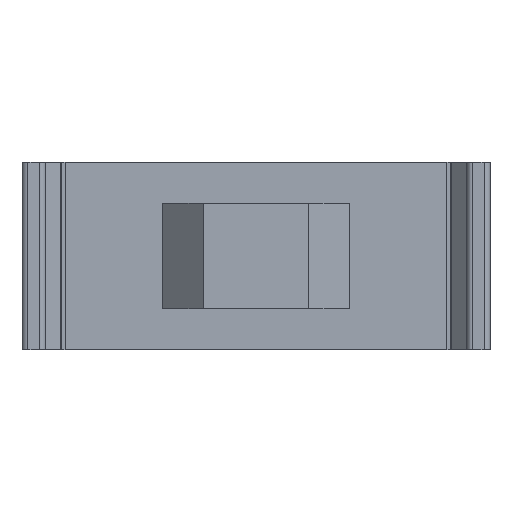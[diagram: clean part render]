
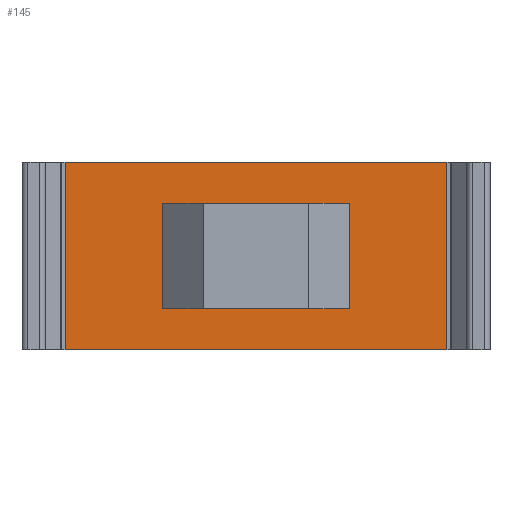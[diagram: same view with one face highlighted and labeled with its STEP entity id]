
A CAD part, front view. The second image highlights one B-rep face of the part: STEP entity #145.
In plain terms, the highlighted planar face has unit normal (0, -1, 0).
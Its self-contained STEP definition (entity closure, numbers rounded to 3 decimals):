
#145 = ADVANCED_FACE( '', ( #393, #394 ), #395, .F. );
#393 = FACE_OUTER_BOUND( '', #764, .T. );
#394 = FACE_BOUND( '', #765, .T. );
#395 = PLANE( '', #766 );
#764 = EDGE_LOOP( '', ( #1148, #1149, #1150, #1151 ) );
#765 = EDGE_LOOP( '', ( #1152, #1153, #1154, #1155, #1156, #1157 ) );
#766 = AXIS2_PLACEMENT_3D( '', #1158, #1159, #1160 );
#1148 = ORIENTED_EDGE( '', *, *, #2222, .T. );
#1149 = ORIENTED_EDGE( '', *, *, #2223, .F. );
#1150 = ORIENTED_EDGE( '', *, *, #2224, .F. );
#1151 = ORIENTED_EDGE( '', *, *, #2225, .T. );
#1152 = ORIENTED_EDGE( '', *, *, #2226, .T. );
#1153 = ORIENTED_EDGE( '', *, *, #2209, .T. );
#1154 = ORIENTED_EDGE( '', *, *, #2227, .T. );
#1155 = ORIENTED_EDGE( '', *, *, #2228, .T. );
#1156 = ORIENTED_EDGE( '', *, *, #2229, .T. );
#1157 = ORIENTED_EDGE( '', *, *, #2230, .T. );
#1158 = CARTESIAN_POINT( '', ( -16.3, 0., 8. ) );
#1159 = DIRECTION( '', ( 0., 1., 0. ) );
#1160 = DIRECTION( '', ( 0., 0., 1. ) );
#2209 = EDGE_CURVE( '', #2647, #2645, #2648, .T. );
#2222 = EDGE_CURVE( '', #2669, #2670, #2671, .T. );
#2223 = EDGE_CURVE( '', #2672, #2670, #2673, .T. );
#2224 = EDGE_CURVE( '', #2674, #2672, #2675, .T. );
#2225 = EDGE_CURVE( '', #2674, #2669, #2676, .T. );
#2226 = EDGE_CURVE( '', #2677, #2647, #2678, .T. );
#2227 = EDGE_CURVE( '', #2645, #2679, #2680, .T. );
#2228 = EDGE_CURVE( '', #2679, #2681, #2682, .T. );
#2229 = EDGE_CURVE( '', #2681, #2683, #2684, .T. );
#2230 = EDGE_CURVE( '', #2683, #2677, #2685, .T. );
#2645 = VERTEX_POINT( '', #3290 );
#2647 = VERTEX_POINT( '', #3293 );
#2648 = CIRCLE( '', #3294, 5. );
#2669 = VERTEX_POINT( '', #3318 );
#2670 = VERTEX_POINT( '', #3319 );
#2671 = LINE( '', #3320, #3321 );
#2672 = VERTEX_POINT( '', #3322 );
#2673 = LINE( '', #3323, #3324 );
#2674 = VERTEX_POINT( '', #3325 );
#2675 = LINE( '', #3326, #3327 );
#2676 = LINE( '', #3328, #3329 );
#2677 = VERTEX_POINT( '', #3330 );
#2678 = LINE( '', #3331, #3332 );
#2679 = VERTEX_POINT( '', #3333 );
#2680 = LINE( '', #3334, #3335 );
#2681 = VERTEX_POINT( '', #3336 );
#2682 = LINE( '', #3337, #3338 );
#2683 = VERTEX_POINT( '', #3339 );
#2684 = CIRCLE( '', #3340, 5. );
#2685 = LINE( '', #3341, #3342 );
#3290 = CARTESIAN_POINT( '', ( -5., 0., 0.5 ) );
#3293 = CARTESIAN_POINT( '', ( 0., 0., -4.5 ) );
#3294 = AXIS2_PLACEMENT_3D( '', #4272, #4273, #4274 );
#3318 = CARTESIAN_POINT( '', ( -16.3, 0., -8. ) );
#3319 = CARTESIAN_POINT( '', ( 16.3, 0., -8. ) );
#3320 = CARTESIAN_POINT( '', ( -16.3, 0., -8. ) );
#3321 = VECTOR( '', #4296, 1000. );
#3322 = CARTESIAN_POINT( '', ( 16.3, 0., 8. ) );
#3323 = CARTESIAN_POINT( '', ( 16.3, 0., 8. ) );
#3324 = VECTOR( '', #4297, 1000. );
#3325 = CARTESIAN_POINT( '', ( -16.3, 0., 8. ) );
#3326 = CARTESIAN_POINT( '', ( -16.3, 0., 8. ) );
#3327 = VECTOR( '', #4298, 1000. );
#3328 = CARTESIAN_POINT( '', ( -16.3, 0., 8. ) );
#3329 = VECTOR( '', #4299, 1000. );
#3330 = CARTESIAN_POINT( '', ( 5., 0., -4.5 ) );
#3331 = CARTESIAN_POINT( '', ( 5., 0., -4.5 ) );
#3332 = VECTOR( '', #4300, 1000. );
#3333 = CARTESIAN_POINT( '', ( -5., 0., 4.5 ) );
#3334 = CARTESIAN_POINT( '', ( -5., 0., 0.5 ) );
#3335 = VECTOR( '', #4301, 1000. );
#3336 = CARTESIAN_POINT( '', ( 0., 0., 4.5 ) );
#3337 = CARTESIAN_POINT( '', ( -5., 0., 4.5 ) );
#3338 = VECTOR( '', #4302, 1000. );
#3339 = CARTESIAN_POINT( '', ( 5., 0., -0.5 ) );
#3340 = AXIS2_PLACEMENT_3D( '', #4303, #4304, #4305 );
#3341 = CARTESIAN_POINT( '', ( 5., 0., -0.5 ) );
#3342 = VECTOR( '', #4306, 1000. );
#4272 = CARTESIAN_POINT( '', ( 0., 0., 0.5 ) );
#4273 = DIRECTION( '', ( 0., 1., 0. ) );
#4274 = DIRECTION( '', ( 1., 0., 0. ) );
#4296 = DIRECTION( '', ( 1., 0., 0. ) );
#4297 = DIRECTION( '', ( 0., 0., -1. ) );
#4298 = DIRECTION( '', ( 1., 0., 0. ) );
#4299 = DIRECTION( '', ( 0., 0., -1. ) );
#4300 = DIRECTION( '', ( -1., 0., 0. ) );
#4301 = DIRECTION( '', ( 0., 0., 1. ) );
#4302 = DIRECTION( '', ( 1., 0., 0. ) );
#4303 = CARTESIAN_POINT( '', ( 0., 0., -0.5 ) );
#4304 = DIRECTION( '', ( 0., 1., 0. ) );
#4305 = DIRECTION( '', ( 1., 0., 0. ) );
#4306 = DIRECTION( '', ( 0., 0., -1. ) );
